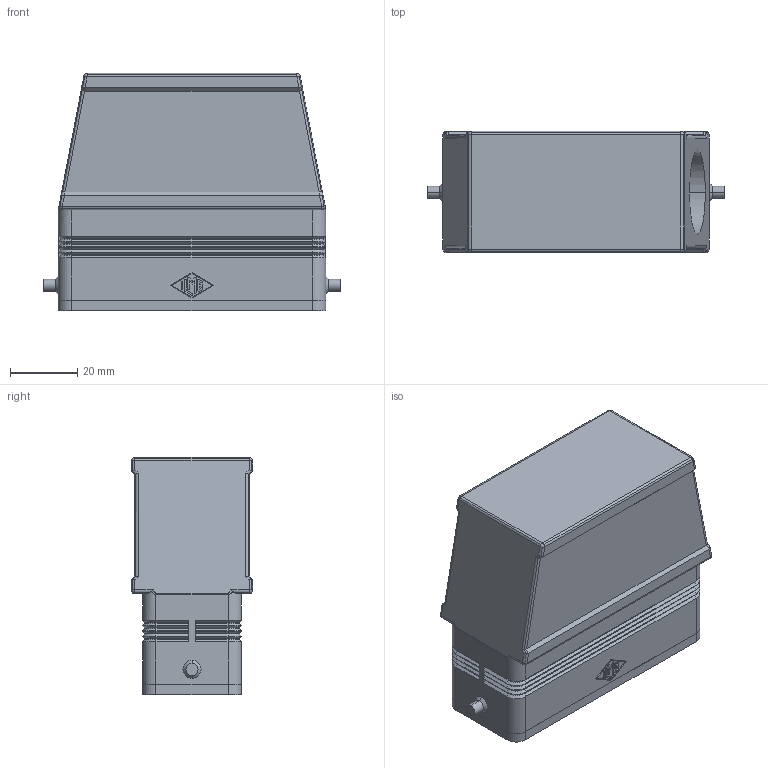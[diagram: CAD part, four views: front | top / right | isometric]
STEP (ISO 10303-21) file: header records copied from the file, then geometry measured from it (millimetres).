
FILE_DESCRIPTION((''),'2;1');
FILE_NAME('MZFOS 25 L25.stp','2006-12-12T09:48:01',('gembarski'),(''),'Autodesk Inventor 7','Autodesk Inventor 7','');
FILE_SCHEMA(('AUTOMOTIVE_DESIGN { 1 0 10303 214 1 1 1 1 }'));
Length unit declared in the file: millimetre
Products named in the file (1): CZ_MZ Tüllengehäuse 1 Bügel 
Bounding box: 88.5 x 36 x 70.5 mm (x, y, z)
Volume: 63143.7 mm3; surface area: 32688.4 mm2
Topology: 1 solids, 1 shells, 393 faces, 971 edges, 582 vertices
Faces by surface type: plane 165, cylinder 138, cone 42, bspline 40, sphere 8
Entity records: 12214 total; most frequent: CARTESIAN_POINT 2933, DIRECTION 1955, ORIENTED_EDGE 1910, EDGE_CURVE 955, AXIS2_PLACEMENT_3D 658, VECTOR 639, LINE 639, VERTEX_POINT 582
